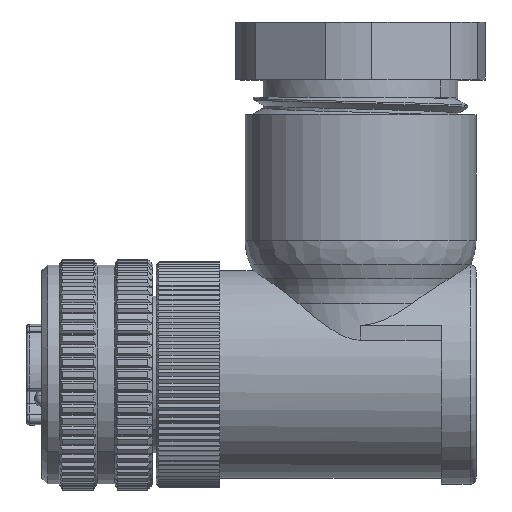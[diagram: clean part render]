
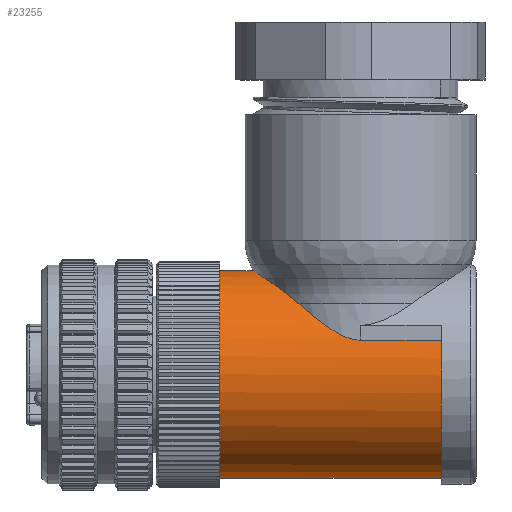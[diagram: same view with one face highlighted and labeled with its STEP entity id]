
A CAD part, top view. The second image highlights one B-rep face of the part: STEP entity #23255.
In plain terms, the highlighted cylindrical face has radius 9 mm (diameter 18 mm), a partial arc.
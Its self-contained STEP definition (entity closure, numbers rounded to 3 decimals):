
#263 = VERTEX_POINT ( 'NONE', #37699 ) ;
#1013 = VERTEX_POINT ( 'NONE', #56342 ) ;
#1646 = CARTESIAN_POINT ( 'NONE',  ( 6.23, 8.979, 0.634 ) ) ;
#2565 = EDGE_CURVE ( 'NONE', #28525, #54041, #18107, .T. ) ;
#4625 = CARTESIAN_POINT ( 'NONE',  ( 12.686, 4.08, 8.024 ) ) ;
#6457 = DIRECTION ( 'NONE',  ( -1., 0., 0. ) ) ;
#7022 = DIRECTION ( 'NONE',  ( -1., 0., 0. ) ) ;
#7890 = CARTESIAN_POINT ( 'NONE',  ( 6.318, 8.917, 1.255 ) ) ;
#9896 = CARTESIAN_POINT ( 'NONE',  ( 8.102, 7.71, 4.682 ) ) ;
#9967 = VECTOR ( 'NONE', #10964, 1000. ) ;
#10887 = CARTESIAN_POINT ( 'NONE',  ( 13.379, 3.635, 8.235 ) ) ;
#10964 = DIRECTION ( 'NONE',  ( -1., 0., 0. ) ) ;
#11894 = VERTEX_POINT ( 'NONE', #19368 ) ;
#12204 = CYLINDRICAL_SURFACE ( 'NONE', #49508, 9. ) ;
#12667 = CARTESIAN_POINT ( 'NONE',  ( 48.949, 2.958, 8.5 ) ) ;
#14189 = CARTESIAN_POINT ( 'NONE',  ( 6.57, 8.743, 2.155 ) ) ;
#16197 = CARTESIAN_POINT ( 'NONE',  ( 9.579, 6.614, 6.133 ) ) ;
#16949 = DIRECTION ( 'NONE',  ( -1., 0., 0. ) ) ;
#17128 = CIRCLE ( 'NONE', #79110, 9. ) ;
#17198 = CARTESIAN_POINT ( 'NONE',  ( 14.127, 3.254, 8.392 ) ) ;
#18107 = LINE ( 'NONE', #52360, #41574 ) ;
#19368 = CARTESIAN_POINT ( 'NONE',  ( 22.5, -9., 0. ) ) ;
#20080 = B_SPLINE_CURVE_WITH_KNOTS ( 'NONE', 3,
 ( #22253, #72217, #9896, #53626, #16197, #59894 ),
 .UNSPECIFIED., .F., .F.,
 ( 4, 2, 4 ),
 ( 0., 0.002, 0.005 ),
 .UNSPECIFIED. ) ;
#20240 = CARTESIAN_POINT ( 'NONE',  ( 6.206, 8.996, 0.319 ) ) ;
#20507 = CARTESIAN_POINT ( 'NONE',  ( 6.939, 8.493, 2.993 ) ) ;
#21039 = EDGE_CURVE ( 'NONE', #28525, #60355, #52171, .T. ) ;
#22211 = VERTEX_POINT ( 'NONE', #60404 ) ;
#22253 = CARTESIAN_POINT ( 'NONE',  ( 7.246, 8.288, 3.509 ) ) ;
#23255 = ADVANCED_FACE ( 'NONE', ( #47436 ), #12204, .T. ) ;
#23506 = CARTESIAN_POINT ( 'NONE',  ( 14.796, 3.038, 8.472 ) ) ;
#24018 = EDGE_CURVE ( 'NONE', #60355, #65778, #20080, .T. ) ;
#24732 = ORIENTED_EDGE ( 'NONE', *, *, #33217, .T. ) ;
#25505 = EDGE_LOOP ( 'NONE', ( #38605, #24732, #49355, #64774, #57757, #65399, #40831, #60499 ) ) ;
#26783 = CARTESIAN_POINT ( 'NONE',  ( 7.246, 8.288, 3.509 ) ) ;
#28525 = VERTEX_POINT ( 'NONE', #42550 ) ;
#29522 = CARTESIAN_POINT ( 'NONE',  ( 10.08, 6.175, 6.548 ) ) ;
#29798 = CARTESIAN_POINT ( 'NONE',  ( 15.218, 2.968, 8.496 ) ) ;
#33217 = EDGE_CURVE ( 'NONE', #11894, #22211, #64273, .T. ) ;
#35643 = CARTESIAN_POINT ( 'NONE',  ( 3.3, 9., 0. ) ) ;
#35791 = CARTESIAN_POINT ( 'NONE',  ( 10.816, 5.535, 7.108 ) ) ;
#36046 = CARTESIAN_POINT ( 'NONE',  ( 15.5, 2.958, 8.5 ) ) ;
#37699 = CARTESIAN_POINT ( 'NONE',  ( 15.5, 2.958, 8.5 ) ) ;
#38605 = ORIENTED_EDGE ( 'NONE', *, *, #50567, .F. ) ;
#39081 = CARTESIAN_POINT ( 'NONE',  ( 6.199, 9., 0. ) ) ;
#40831 = ORIENTED_EDGE ( 'NONE', *, *, #2565, .T. ) ;
#41299 = LINE ( 'NONE', #54684, #9967 ) ;
#41574 = VECTOR ( 'NONE', #64923, 1000. ) ;
#42077 = CARTESIAN_POINT ( 'NONE',  ( 12.023, 4.554, 7.771 ) ) ;
#42550 = CARTESIAN_POINT ( 'NONE',  ( 6.199, 9., 0. ) ) ;
#44493 = CARTESIAN_POINT ( 'NONE',  ( 3.3, 0., 0. ) ) ;
#45363 = CARTESIAN_POINT ( 'NONE',  ( 6.247, 8.967, 0.791 ) ) ;
#47436 = FACE_OUTER_BOUND ( 'NONE', #25505, .T. ) ;
#48360 = CARTESIAN_POINT ( 'NONE',  ( 12.912, 3.926, 8.1 ) ) ;
#49355 = ORIENTED_EDGE ( 'NONE', *, *, #81030, .T. ) ;
#49508 = AXIS2_PLACEMENT_3D ( 'NONE', #68788, #6457, #56446 ) ;
#50567 = EDGE_CURVE ( 'NONE', #11894, #1013, #41299, .T. ) ;
#50665 = CARTESIAN_POINT ( 'NONE',  ( 7.246, 8.288, 3.509 ) ) ;
#50755 = DIRECTION ( 'NONE',  ( 0., 0., -1. ) ) ;
#50940 = VECTOR ( 'NONE', #62944, 1000. ) ;
#51563 = AXIS2_PLACEMENT_3D ( 'NONE', #54361, #16949, #60625 ) ;
#51617 = CARTESIAN_POINT ( 'NONE',  ( 6.388, 8.869, 1.559 ) ) ;
#52171 = B_SPLINE_CURVE_WITH_KNOTS ( 'NONE', 3,
 ( #39081, #63918, #20240, #1646, #45363, #7890, #51617, #14189, #57889, #20507, #64191, #26783 ),
 .UNSPECIFIED., .F., .F.,
 ( 4, 2, 2, 2, 2, 4 ),
 ( 0.004, 0.004, 0.005, 0.006, 0.007, 0.008 ),
 .UNSPECIFIED. ) ;
#52360 = CARTESIAN_POINT ( 'NONE',  ( 0., 9., 0. ) ) ;
#52908 = LINE ( 'NONE', #12667, #50940 ) ;
#52917 = B_SPLINE_CURVE_WITH_KNOTS ( 'NONE', 3,
 ( #29522, #54343, #35791, #79469, #42077, #4625, #48360, #10887, #54614, #17198, #60881, #23506, #67202, #29798, #73499, #36046 ),
 .UNSPECIFIED., .F., .F.,
 ( 4, 2, 2, 2, 2, 2, 2, 4 ),
 ( 0.038, 0.039, 0.041, 0.042, 0.043, 0.044, 0.044, 0.045 ),
 .UNSPECIFIED. ) ;
#53090 = EDGE_CURVE ( 'NONE', #65778, #263, #52917, .T. ) ;
#53626 = CARTESIAN_POINT ( 'NONE',  ( 9.066, 7.006, 5.682 ) ) ;
#54041 = VERTEX_POINT ( 'NONE', #35643 ) ;
#54343 = CARTESIAN_POINT ( 'NONE',  ( 10.44, 5.859, 6.846 ) ) ;
#54361 = CARTESIAN_POINT ( 'NONE',  ( 22.5, 0., 0. ) ) ;
#54614 = CARTESIAN_POINT ( 'NONE',  ( 13.622, 3.497, 8.294 ) ) ;
#54684 = CARTESIAN_POINT ( 'NONE',  ( 0., -9., 0. ) ) ;
#56342 = CARTESIAN_POINT ( 'NONE',  ( 3.3, -9., 0. ) ) ;
#56446 = DIRECTION ( 'NONE',  ( 0., 1., 0. ) ) ;
#57757 = ORIENTED_EDGE ( 'NONE', *, *, #24018, .F. ) ;
#57889 = CARTESIAN_POINT ( 'NONE',  ( 6.682, 8.667, 2.443 ) ) ;
#59112 = CARTESIAN_POINT ( 'NONE',  ( 10.08, 6.175, 6.548 ) ) ;
#59894 = CARTESIAN_POINT ( 'NONE',  ( 10.08, 6.175, 6.548 ) ) ;
#60355 = VERTEX_POINT ( 'NONE', #50665 ) ;
#60404 = CARTESIAN_POINT ( 'NONE',  ( 22.5, 2.958, 8.5 ) ) ;
#60499 = ORIENTED_EDGE ( 'NONE', *, *, #69021, .F. ) ;
#60625 = DIRECTION ( 'NONE',  ( 0., 1., 0. ) ) ;
#60881 = CARTESIAN_POINT ( 'NONE',  ( 14.387, 3.15, 8.431 ) ) ;
#62944 = DIRECTION ( 'NONE',  ( -1., 0., 0. ) ) ;
#63918 = CARTESIAN_POINT ( 'NONE',  ( 6.199, 9., 0.159 ) ) ;
#64191 = CARTESIAN_POINT ( 'NONE',  ( 7.085, 8.395, 3.256 ) ) ;
#64273 = CIRCLE ( 'NONE', #51563, 9. ) ;
#64774 = ORIENTED_EDGE ( 'NONE', *, *, #53090, .F. ) ;
#64923 = DIRECTION ( 'NONE',  ( -1., 0., 0. ) ) ;
#65399 = ORIENTED_EDGE ( 'NONE', *, *, #21039, .F. ) ;
#65778 = VERTEX_POINT ( 'NONE', #59112 ) ;
#67202 = CARTESIAN_POINT ( 'NONE',  ( 14.936, 3.008, 8.482 ) ) ;
#68788 = CARTESIAN_POINT ( 'NONE',  ( 0., 0., 0. ) ) ;
#69021 = EDGE_CURVE ( 'NONE', #1013, #54041, #17128, .T. ) ;
#72217 = CARTESIAN_POINT ( 'NONE',  ( 7.647, 8.023, 4.135 ) ) ;
#73499 = CARTESIAN_POINT ( 'NONE',  ( 15.359, 2.958, 8.5 ) ) ;
#79110 = AXIS2_PLACEMENT_3D ( 'NONE', #44493, #7022, #50755 ) ;
#79469 = CARTESIAN_POINT ( 'NONE',  ( 11.608, 4.884, 7.57 ) ) ;
#81030 = EDGE_CURVE ( 'NONE', #22211, #263, #52908, .T. ) ;
